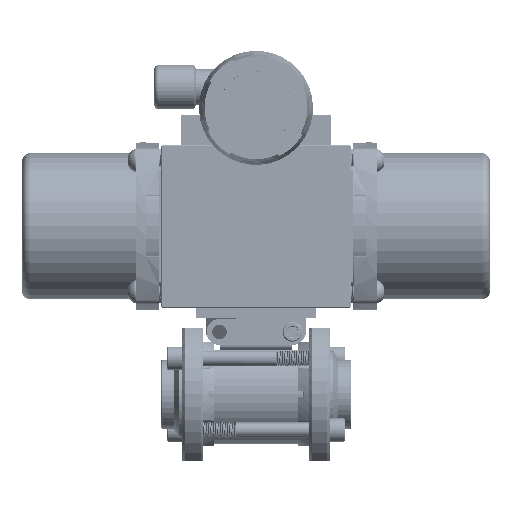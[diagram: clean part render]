
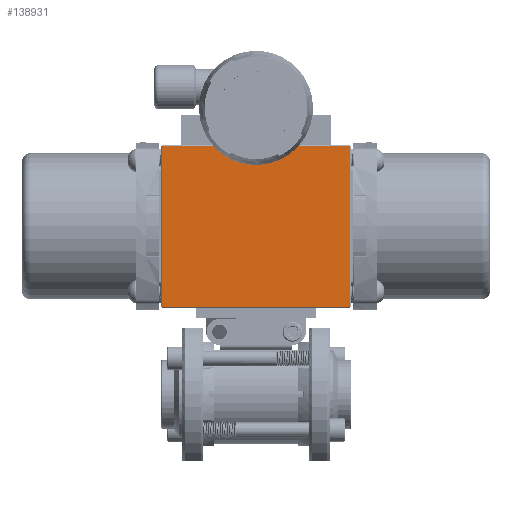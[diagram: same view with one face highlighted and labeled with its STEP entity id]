
A CAD part, top view. The second image highlights one B-rep face of the part: STEP entity #138931.
In plain terms, the highlighted planar face has unit normal (0, 0, 1).
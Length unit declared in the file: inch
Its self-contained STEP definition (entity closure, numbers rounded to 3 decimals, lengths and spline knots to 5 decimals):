
#1703 = ORIENTED_EDGE ( 'NONE', *, *, #102222, .T. ) ;
#1834 = EDGE_CURVE ( 'NONE', #86228, #7749, #137197, .T. ) ;
#7749 = VERTEX_POINT ( 'NONE', #54299 ) ;
#15600 = AXIS2_PLACEMENT_3D ( 'NONE', #100378, #28581, #154807 ) ;
#16404 = VERTEX_POINT ( 'NONE', #175988 ) ;
#25212 = LINE ( 'NONE', #119658, #211325 ) ;
#28581 = DIRECTION ( 'NONE',  ( 0., 0., -1. ) ) ;
#29418 = EDGE_CURVE ( 'NONE', #16404, #140041, #119675, .T. ) ;
#32660 = DIRECTION ( 'NONE',  ( 0., 1., 0. ) ) ;
#33799 = CARTESIAN_POINT ( 'NONE',  ( 2.251, 5.954, 1.55 ) ) ;
#41671 = DIRECTION ( 'NONE',  ( 0., -1., 0. ) ) ;
#54299 = CARTESIAN_POINT ( 'NONE',  ( -2.255, 2.094, 1.55 ) ) ;
#77925 = CARTESIAN_POINT ( 'NONE',  ( -2.255, 2.074, 1.55 ) ) ;
#78793 = EDGE_CURVE ( 'NONE', #7749, #16404, #154099, .T. ) ;
#86228 = VERTEX_POINT ( 'NONE', #92429 ) ;
#87092 = CARTESIAN_POINT ( 'NONE',  ( 2.251, 5.974, 1.55 ) ) ;
#92429 = CARTESIAN_POINT ( 'NONE',  ( -2.255, 5.954, 1.55 ) ) ;
#100378 = CARTESIAN_POINT ( 'NONE',  ( -2.275, 5.974, 1.55 ) ) ;
#102222 = EDGE_CURVE ( 'NONE', #140041, #86228, #25212, .T. ) ;
#106093 = VECTOR ( 'NONE', #219167, 39.37008 ) ;
#111201 = CARTESIAN_POINT ( 'NONE',  ( -2.275, 2.094, 1.55 ) ) ;
#112842 = FACE_OUTER_BOUND ( 'NONE', #210338, .T. ) ;
#114081 = VECTOR ( 'NONE', #32660, 39.37008 ) ;
#118542 = PLANE ( 'NONE',  #15600 ) ;
#119658 = CARTESIAN_POINT ( 'NONE',  ( -2.275, 5.954, 1.55 ) ) ;
#119675 = LINE ( 'NONE', #87092, #114081 ) ;
#137197 = LINE ( 'NONE', #77925, #227437 ) ;
#138931 = ADVANCED_FACE ( 'NONE', ( #112842 ), #118542, .F. ) ;
#140041 = VERTEX_POINT ( 'NONE', #33799 ) ;
#154099 = LINE ( 'NONE', #111201, #106093 ) ;
#154807 = DIRECTION ( 'NONE',  ( 0., -1., 0. ) ) ;
#163181 = ORIENTED_EDGE ( 'NONE', *, *, #78793, .T. ) ;
#175988 = CARTESIAN_POINT ( 'NONE',  ( 2.251, 2.094, 1.55 ) ) ;
#210338 = EDGE_LOOP ( 'NONE', ( #228134, #1703, #222509, #163181 ) ) ;
#211325 = VECTOR ( 'NONE', #227598, 39.37008 ) ;
#219167 = DIRECTION ( 'NONE',  ( 1., 0., 0. ) ) ;
#222509 = ORIENTED_EDGE ( 'NONE', *, *, #1834, .T. ) ;
#227437 = VECTOR ( 'NONE', #41671, 39.37008 ) ;
#227598 = DIRECTION ( 'NONE',  ( -1., 0., 0. ) ) ;
#228134 = ORIENTED_EDGE ( 'NONE', *, *, #29418, .T. ) ;
